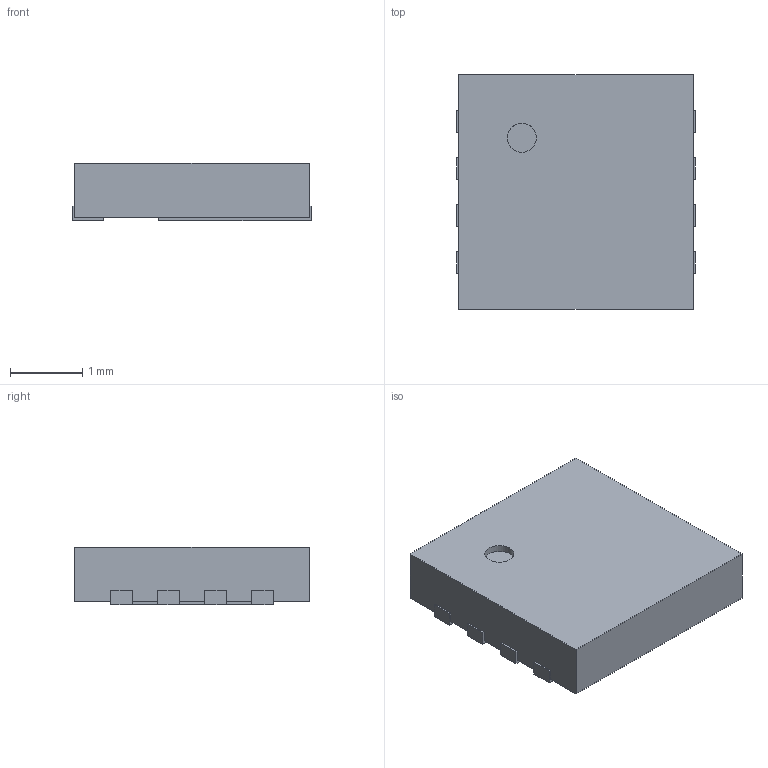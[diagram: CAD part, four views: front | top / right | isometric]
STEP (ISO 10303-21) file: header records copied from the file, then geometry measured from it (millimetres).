
FILE_DESCRIPTION(/* description */ ('model of Vishay_PowerPAK_1212-8_Single'),/* implementation_level */ '2;1');
FILE_NAME(/* name */ 'Vishay_PowerPAK_1212-8_Single.step',/* time_stamp */ '2020-04-08T17:30:27',/* author */ ('kicad StepUp','ksu'),/* organization */ ('FreeCAD'),/* preprocessor_version */ 'OCC',/* originating_system */ 'kicad StepUp',/* authorisation */ '');
FILE_SCHEMA(('AUTOMOTIVE_DESIGN { 1 0 10303 214 1 1 1 1 }'));
Length unit declared in the file: millimetre
Products named in the file (1): Vishay_PowerPAK_1212_8_Single
Bounding box: 3.3 x 3.25 x 0.8 mm (x, y, z)
Volume: 8.2 mm3; surface area: 32 mm2
Topology: 1 solids, 1 shells, 57 faces, 162 edges, 108 vertices
Faces by surface type: plane 56, cylinder 1
Full cylindrical faces by diameter (mm): 0.4 x1
Entity records: 2231 total; most frequent: CARTESIAN_POINT 328, ORIENTED_EDGE 324, DIRECTION 280, EDGE_CURVE 162, LINE 160, VECTOR 160, VERTEX_POINT 108, AXIS2_PLACEMENT_3D 60
